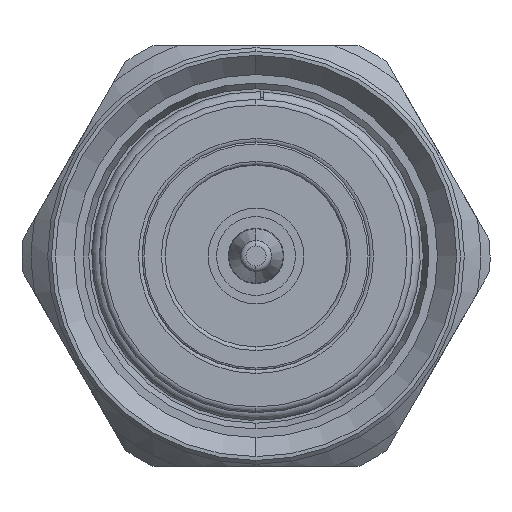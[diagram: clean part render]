
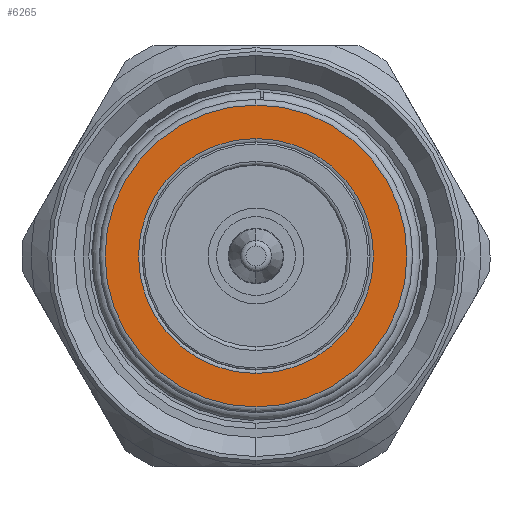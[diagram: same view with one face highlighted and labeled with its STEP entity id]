
A CAD part, left-side view. The second image highlights one B-rep face of the part: STEP entity #6265.
In plain terms, the highlighted planar face has unit normal (-1, 0, 0).
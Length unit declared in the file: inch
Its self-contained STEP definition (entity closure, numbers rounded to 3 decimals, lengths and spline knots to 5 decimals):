
#37 = CIRCLE ( 'NONE', #4888, 0.24213 ) ;
#99 = CIRCLE ( 'NONE', #4934, 0.24213 ) ;
#410 = AXIS2_PLACEMENT_3D ( 'NONE', #9124, #7237, #9813 ) ;
#679 = CARTESIAN_POINT ( 'NONE',  ( 0.20472, 0.24213, 0. ) ) ;
#856 = FACE_BOUND ( 'NONE', #8541, .T. ) ;
#1296 = EDGE_CURVE ( 'NONE', #9789, #2159, #9773, .T. ) ;
#1465 = ORIENTED_EDGE ( 'NONE', *, *, #1296, .T. ) ;
#1640 = EDGE_CURVE ( 'NONE', #10296, #9091, #37, .T. ) ;
#1809 = PLANE ( 'NONE',  #2250 ) ;
#2003 = DIRECTION ( 'NONE',  ( -1., 0., 0. ) ) ;
#2159 = VERTEX_POINT ( 'NONE', #2788 ) ;
#2175 = CARTESIAN_POINT ( 'NONE',  ( 0.20472, 0., 0. ) ) ;
#2203 = ORIENTED_EDGE ( 'NONE', *, *, #1640, .F. ) ;
#2250 = AXIS2_PLACEMENT_3D ( 'NONE', #679, #5126, #11476 ) ;
#2770 = CARTESIAN_POINT ( 'NONE',  ( 0.20472, 0., -0.24213 ) ) ;
#2788 = CARTESIAN_POINT ( 'NONE',  ( 0.20472, 0., -0.31102 ) ) ;
#3181 = ORIENTED_EDGE ( 'NONE', *, *, #5072, .T. ) ;
#3721 = CARTESIAN_POINT ( 'NONE',  ( 0.20472, 0., 0.31102 ) ) ;
#4030 = DIRECTION ( 'NONE',  ( -1., 0., 0. ) ) ;
#4888 = AXIS2_PLACEMENT_3D ( 'NONE', #7516, #2003, #6450 ) ;
#4934 = AXIS2_PLACEMENT_3D ( 'NONE', #2175, #11096, #8284 ) ;
#5072 = EDGE_CURVE ( 'NONE', #2159, #9789, #11390, .T. ) ;
#5126 = DIRECTION ( 'NONE',  ( 1., 0., 0. ) ) ;
#5938 = ORIENTED_EDGE ( 'NONE', *, *, #10741, .F. ) ;
#6115 = FACE_OUTER_BOUND ( 'NONE', #10989, .T. ) ;
#6265 = ADVANCED_FACE ( 'NONE', ( #6115, #856 ), #1809, .F. ) ;
#6450 = DIRECTION ( 'NONE',  ( 0., 0., 1. ) ) ;
#6840 = DIRECTION ( 'NONE',  ( 0., 0., 1. ) ) ;
#7237 = DIRECTION ( 'NONE',  ( -1., 0., 0. ) ) ;
#7516 = CARTESIAN_POINT ( 'NONE',  ( 0.20472, 0., 0. ) ) ;
#7650 = AXIS2_PLACEMENT_3D ( 'NONE', #8443, #4030, #6840 ) ;
#8284 = DIRECTION ( 'NONE',  ( 0., 0., 1. ) ) ;
#8443 = CARTESIAN_POINT ( 'NONE',  ( 0.20472, 0., 0. ) ) ;
#8541 = EDGE_LOOP ( 'NONE', ( #5938, #2203 ) ) ;
#9091 = VERTEX_POINT ( 'NONE', #9501 ) ;
#9124 = CARTESIAN_POINT ( 'NONE',  ( 0.20472, 0., 0. ) ) ;
#9501 = CARTESIAN_POINT ( 'NONE',  ( 0.20472, 0., 0.24213 ) ) ;
#9773 = CIRCLE ( 'NONE', #410, 0.31102 ) ;
#9789 = VERTEX_POINT ( 'NONE', #3721 ) ;
#9813 = DIRECTION ( 'NONE',  ( 0., 0., 1. ) ) ;
#10296 = VERTEX_POINT ( 'NONE', #2770 ) ;
#10741 = EDGE_CURVE ( 'NONE', #9091, #10296, #99, .T. ) ;
#10989 = EDGE_LOOP ( 'NONE', ( #1465, #3181 ) ) ;
#11096 = DIRECTION ( 'NONE',  ( -1., 0., 0. ) ) ;
#11390 = CIRCLE ( 'NONE', #7650, 0.31102 ) ;
#11476 = DIRECTION ( 'NONE',  ( 0., 1., 0. ) ) ;
